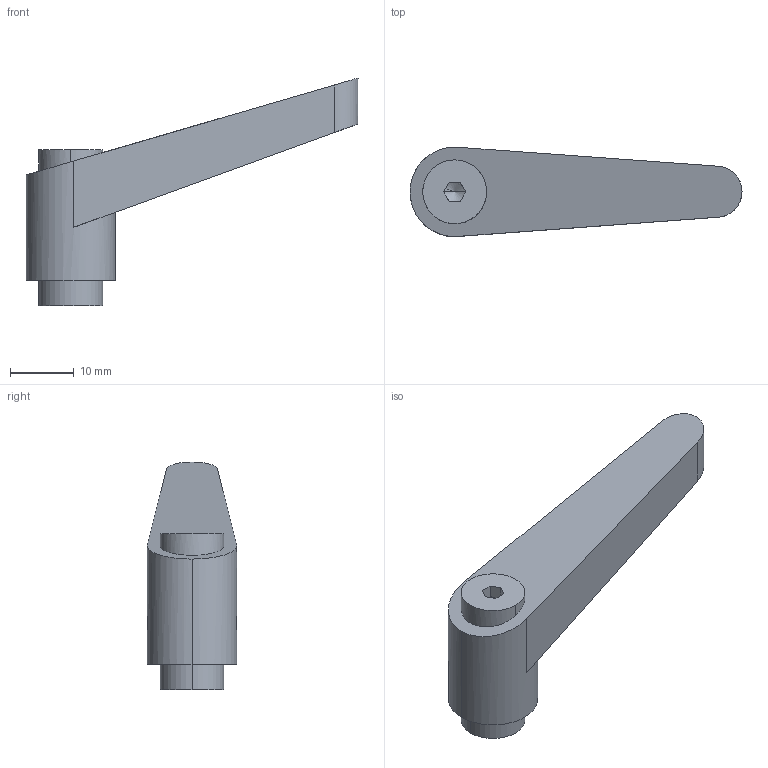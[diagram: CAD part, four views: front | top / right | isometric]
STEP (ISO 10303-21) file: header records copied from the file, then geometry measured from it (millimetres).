
FILE_DESCRIPTION(('STEP AP214'),'1');
FILE_NAME(' ',' ',('TraceParts'),('TraceParts S.A.'),'XStep 1.0',' ',' ');
FILE_SCHEMA(('automotive_design'));
Length unit declared in the file: millimetre
Products named in the file (1): 1
Bounding box: 52 x 14 x 35.69 mm (x, y, z)
Volume: 4215 mm3; surface area: 3639.7 mm2
Topology: 1 solids, 1 shells, 33 faces, 81 edges, 51 vertices
Faces by surface type: plane 16, cylinder 11, cone 6
Entity records: 1870 total; most frequent: CARTESIAN_POINT 178, DIRECTION 164, STYLED_ITEM 162, PRESENTATION_STYLE_ASSIGNMENT 162, COLOUR_RGB 162, ORIENTED_EDGE 154, EDGE_CURVE 77, CURVE_STYLE 77
